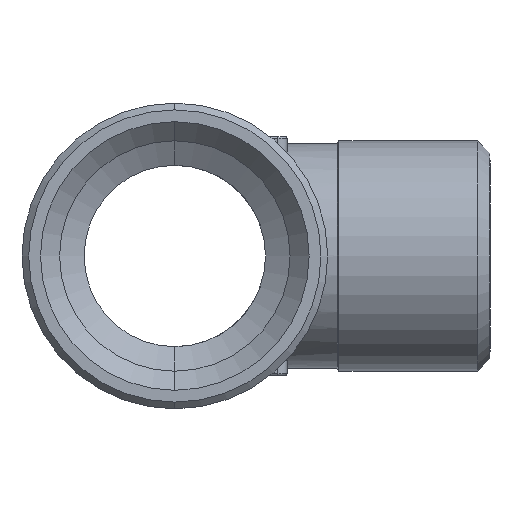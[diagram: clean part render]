
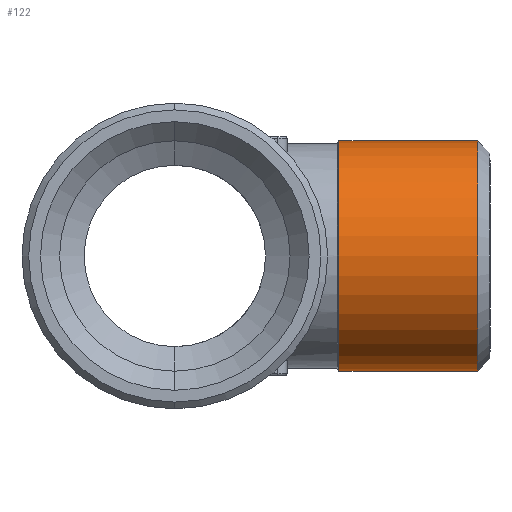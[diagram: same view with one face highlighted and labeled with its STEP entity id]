
A CAD part, left-side view. The second image highlights one B-rep face of the part: STEP entity #122.
In plain terms, the highlighted cylindrical face has radius 12.06 mm (diameter 24.12 mm), a partial arc.
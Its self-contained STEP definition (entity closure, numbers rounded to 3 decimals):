
#122 = ADVANCED_FACE ( 'NONE', ( #3256 ), #3247, .T. ) ;
#193 = AXIS2_PLACEMENT_3D ( 'NONE', #3251, #3279, #3244 ) ;
#511 = EDGE_CURVE ( 'NONE', #840, #802, #1814, .T. ) ;
#648 = EDGE_CURVE ( 'NONE', #842, #843, #2341, .T. ) ;
#685 = EDGE_CURVE ( 'NONE', #802, #843, #2971, .T. ) ;
#710 = EDGE_CURVE ( 'NONE', #840, #842, #2348, .T. ) ;
#773 = EDGE_LOOP ( 'NONE', ( #1809, #1434, #1493, #1599 ) ) ;
#802 = VERTEX_POINT ( 'NONE', #2636 ) ;
#840 = VERTEX_POINT ( 'NONE', #2574 ) ;
#842 = VERTEX_POINT ( 'NONE', #2572 ) ;
#843 = VERTEX_POINT ( 'NONE', #2571 ) ;
#1434 = ORIENTED_EDGE ( 'NONE', *, *, #511, .F. ) ;
#1493 = ORIENTED_EDGE ( 'NONE', *, *, #710, .T. ) ;
#1599 = ORIENTED_EDGE ( 'NONE', *, *, #648, .T. ) ;
#1809 = ORIENTED_EDGE ( 'NONE', *, *, #685, .F. ) ;
#1814 = CIRCLE ( 'NONE', #1815, 12.06 ) ;
#1815 = AXIS2_PLACEMENT_3D ( 'NONE', #3045, #3044, #3042 ) ;
#1840 = VECTOR ( 'NONE', #2689, 1000. ) ;
#2341 = CIRCLE ( 'NONE', #2342, 12.06 ) ;
#2342 = AXIS2_PLACEMENT_3D ( 'NONE', #3034, #3033, #3031 ) ;
#2343 = VECTOR ( 'NONE', #2678, 1000. ) ;
#2348 = LINE ( 'NONE', #2690, #1840 ) ;
#2571 = CARTESIAN_POINT ( 'NONE',  ( 0., -31.7, 12.06 ) ) ;
#2572 = CARTESIAN_POINT ( 'NONE',  ( 0., -31.7, -12.06 ) ) ;
#2574 = CARTESIAN_POINT ( 'NONE',  ( 0., -17.184, -12.06 ) ) ;
#2636 = CARTESIAN_POINT ( 'NONE',  ( 0., -17.184, 12.06 ) ) ;
#2678 = DIRECTION ( 'NONE',  ( 0., -1., 0. ) ) ;
#2689 = DIRECTION ( 'NONE',  ( 0., -1., 0. ) ) ;
#2690 = CARTESIAN_POINT ( 'NONE',  ( 0., -17.184, -12.06 ) ) ;
#2971 = LINE ( 'NONE', #2992, #2343 ) ;
#2992 = CARTESIAN_POINT ( 'NONE',  ( 0., -17.184, 12.06 ) ) ;
#3031 = DIRECTION ( 'NONE',  ( 0., 0., 1. ) ) ;
#3033 = DIRECTION ( 'NONE',  ( 0., 1., 0. ) ) ;
#3034 = CARTESIAN_POINT ( 'NONE',  ( 0., -31.7, 0. ) ) ;
#3042 = DIRECTION ( 'NONE',  ( 0., 0., -1. ) ) ;
#3044 = DIRECTION ( 'NONE',  ( 0., 1., 0. ) ) ;
#3045 = CARTESIAN_POINT ( 'NONE',  ( 0., -17.184, 0. ) ) ;
#3244 = DIRECTION ( 'NONE',  ( 0., 0., -1. ) ) ;
#3247 = CYLINDRICAL_SURFACE ( 'NONE', #193, 12.06 ) ;
#3251 = CARTESIAN_POINT ( 'NONE',  ( 0., -17.184, 0. ) ) ;
#3256 = FACE_OUTER_BOUND ( 'NONE', #773, .T. ) ;
#3279 = DIRECTION ( 'NONE',  ( 0., -1., 0. ) ) ;
